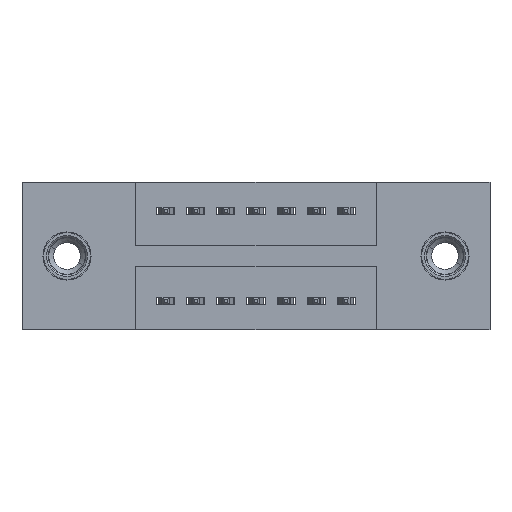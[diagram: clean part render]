
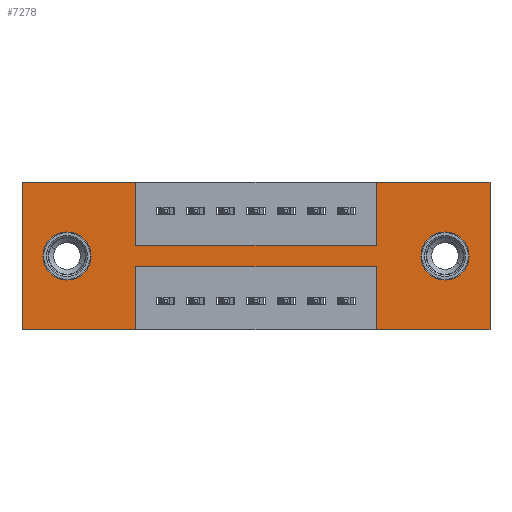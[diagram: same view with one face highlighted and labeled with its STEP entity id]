
A CAD part, front view. The second image highlights one B-rep face of the part: STEP entity #7278.
In plain terms, the highlighted planar face has unit normal (0, -1, 0).
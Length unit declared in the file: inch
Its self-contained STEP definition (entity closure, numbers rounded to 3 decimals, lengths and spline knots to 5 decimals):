
#271 = LINE ( 'NONE', #3064, #4716 ) ;
#272 = DIRECTION ( 'NONE',  ( 0., 1., 0. ) ) ;
#366 = DIRECTION ( 'NONE',  ( -1., 0., 0. ) ) ;
#390 = FACE_BOUND ( 'NONE', #1160, .T. ) ;
#405 = CARTESIAN_POINT ( 'NONE',  ( 0., 0., -0.49 ) ) ;
#439 = CARTESIAN_POINT ( 'NONE',  ( 0.3775, 0., -0.49 ) ) ;
#480 = CARTESIAN_POINT ( 'NONE',  ( 0.3775, 0., -0.21 ) ) ;
#665 = ORIENTED_EDGE ( 'NONE', *, *, #6065, .F. ) ;
#685 = DIRECTION ( 'NONE',  ( 0., 0., -1. ) ) ;
#711 = CARTESIAN_POINT ( 'NONE',  ( 0.3775, 0., -0.28 ) ) ;
#936 = VECTOR ( 'NONE', #3320, 39.37008 ) ;
#1029 = CARTESIAN_POINT ( 'NONE',  ( 0.1495, 0., -0.325 ) ) ;
#1071 = VERTEX_POINT ( 'NONE', #5407 ) ;
#1160 = EDGE_LOOP ( 'NONE', ( #9169, #2303 ) ) ;
#1192 = VERTEX_POINT ( 'NONE', #2383 ) ;
#1354 = CARTESIAN_POINT ( 'NONE',  ( 0., 0., -0.49 ) ) ;
#1357 = VECTOR ( 'NONE', #3469, 39.37008 ) ;
#1387 = DIRECTION ( 'NONE',  ( 1., 0., 0. ) ) ;
#1459 = VERTEX_POINT ( 'NONE', #711 ) ;
#1463 = ORIENTED_EDGE ( 'NONE', *, *, #7153, .F. ) ;
#1506 = CARTESIAN_POINT ( 'NONE',  ( 0.3775, 0., 0. ) ) ;
#1537 = VECTOR ( 'NONE', #5911, 39.37008 ) ;
#1588 = LINE ( 'NONE', #2728, #1357 ) ;
#1744 = CARTESIAN_POINT ( 'NONE',  ( 0.3775, 0., -0.21 ) ) ;
#1781 = LINE ( 'NONE', #7240, #936 ) ;
#1815 = ORIENTED_EDGE ( 'NONE', *, *, #6582, .F. ) ;
#2027 = EDGE_CURVE ( 'NONE', #1071, #3643, #3445, .T. ) ;
#2083 = AXIS2_PLACEMENT_3D ( 'NONE', #4151, #4180, #3342 ) ;
#2265 = DIRECTION ( 'NONE',  ( 0., 1., 0. ) ) ;
#2300 = DIRECTION ( 'NONE',  ( 0., 0., 1. ) ) ;
#2303 = ORIENTED_EDGE ( 'NONE', *, *, #8253, .T. ) ;
#2383 = CARTESIAN_POINT ( 'NONE',  ( 1.1775, 0., 0. ) ) ;
#2421 = CARTESIAN_POINT ( 'NONE',  ( 1.4055, 0., -0.245 ) ) ;
#2460 = EDGE_CURVE ( 'NONE', #4697, #9972, #3317, .T. ) ;
#2646 = VERTEX_POINT ( 'NONE', #2760 ) ;
#2728 = CARTESIAN_POINT ( 'NONE',  ( 1.1775, 0., -0.21 ) ) ;
#2755 = DIRECTION ( 'NONE',  ( 0., 0., -1. ) ) ;
#2760 = CARTESIAN_POINT ( 'NONE',  ( 1.1775, 0., -0.49 ) ) ;
#2770 = CARTESIAN_POINT ( 'NONE',  ( 1.1775, 0., -0.21 ) ) ;
#2832 = LINE ( 'NONE', #5943, #3805 ) ;
#2921 = EDGE_CURVE ( 'NONE', #7881, #7852, #10087, .T. ) ;
#3064 = CARTESIAN_POINT ( 'NONE',  ( 0., 0., 0. ) ) ;
#3234 = CARTESIAN_POINT ( 'NONE',  ( 1.555, 0., -0.49 ) ) ;
#3270 = ORIENTED_EDGE ( 'NONE', *, *, #7717, .T. ) ;
#3278 = PLANE ( 'NONE',  #5704 ) ;
#3317 = LINE ( 'NONE', #5589, #3901 ) ;
#3320 = DIRECTION ( 'NONE',  ( -1., 0., 0. ) ) ;
#3342 = DIRECTION ( 'NONE',  ( 0., 0., 1. ) ) ;
#3364 = DIRECTION ( 'NONE',  ( 1., 0., 0. ) ) ;
#3445 = CIRCLE ( 'NONE', #2083, 0.08 ) ;
#3469 = DIRECTION ( 'NONE',  ( 0., 0., 1. ) ) ;
#3622 = EDGE_CURVE ( 'NONE', #4145, #1459, #1781, .T. ) ;
#3643 = VERTEX_POINT ( 'NONE', #1029 ) ;
#3645 = DIRECTION ( 'NONE',  ( 0., 0., -1. ) ) ;
#3705 = ORIENTED_EDGE ( 'NONE', *, *, #2921, .F. ) ;
#3749 = LINE ( 'NONE', #1354, #4243 ) ;
#3805 = VECTOR ( 'NONE', #366, 39.37008 ) ;
#3901 = VECTOR ( 'NONE', #3364, 39.37008 ) ;
#4145 = VERTEX_POINT ( 'NONE', #4972 ) ;
#4151 = CARTESIAN_POINT ( 'NONE',  ( 0.1495, 0., -0.245 ) ) ;
#4180 = DIRECTION ( 'NONE',  ( 0., 1., 0. ) ) ;
#4228 = FACE_OUTER_BOUND ( 'NONE', #9656, .T. ) ;
#4243 = VECTOR ( 'NONE', #6863, 39.37008 ) ;
#4265 = VERTEX_POINT ( 'NONE', #405 ) ;
#4302 = CARTESIAN_POINT ( 'NONE',  ( 1.4055, 0., -0.325 ) ) ;
#4395 = DIRECTION ( 'NONE',  ( 0., -1., 0. ) ) ;
#4446 = VECTOR ( 'NONE', #1387, 39.37008 ) ;
#4585 = FACE_BOUND ( 'NONE', #9468, .T. ) ;
#4697 = VERTEX_POINT ( 'NONE', #7511 ) ;
#4716 = VECTOR ( 'NONE', #2300, 39.37008 ) ;
#4924 = DIRECTION ( 'NONE',  ( 1., 0., 0. ) ) ;
#4972 = CARTESIAN_POINT ( 'NONE',  ( 1.1775, 0., -0.28 ) ) ;
#5175 = ORIENTED_EDGE ( 'NONE', *, *, #8055, .F. ) ;
#5233 = CARTESIAN_POINT ( 'NONE',  ( 1.4055, 0., -0.165 ) ) ;
#5254 = VERTEX_POINT ( 'NONE', #439 ) ;
#5265 = EDGE_CURVE ( 'NONE', #7757, #5646, #5866, .T. ) ;
#5338 = EDGE_CURVE ( 'NONE', #5254, #4265, #3749, .T. ) ;
#5405 = ORIENTED_EDGE ( 'NONE', *, *, #5338, .F. ) ;
#5407 = CARTESIAN_POINT ( 'NONE',  ( 0.1495, 0., -0.165 ) ) ;
#5420 = CIRCLE ( 'NONE', #9493, 0.08 ) ;
#5546 = CARTESIAN_POINT ( 'NONE',  ( 1.1775, 0., -0.28 ) ) ;
#5589 = CARTESIAN_POINT ( 'NONE',  ( 0., 0., 0. ) ) ;
#5646 = VERTEX_POINT ( 'NONE', #3234 ) ;
#5704 = AXIS2_PLACEMENT_3D ( 'NONE', #9606, #4395, #3645 ) ;
#5847 = LINE ( 'NONE', #7671, #9808 ) ;
#5866 = LINE ( 'NONE', #9863, #1537 ) ;
#5911 = DIRECTION ( 'NONE',  ( 0., 0., -1. ) ) ;
#5943 = CARTESIAN_POINT ( 'NONE',  ( 0., 0., -0.49 ) ) ;
#6065 = EDGE_CURVE ( 'NONE', #9972, #7881, #9079, .T. ) ;
#6242 = DIRECTION ( 'NONE',  ( 0., 0., 1. ) ) ;
#6272 = AXIS2_PLACEMENT_3D ( 'NONE', #2421, #272, #9691 ) ;
#6331 = VECTOR ( 'NONE', #9489, 39.37008 ) ;
#6453 = ORIENTED_EDGE ( 'NONE', *, *, #9598, .F. ) ;
#6514 = VERTEX_POINT ( 'NONE', #5233 ) ;
#6582 = EDGE_CURVE ( 'NONE', #1459, #5254, #5847, .T. ) ;
#6609 = ORIENTED_EDGE ( 'NONE', *, *, #5265, .F. ) ;
#6781 = CARTESIAN_POINT ( 'NONE',  ( 0., 0., 0. ) ) ;
#6863 = DIRECTION ( 'NONE',  ( -1., 0., 0. ) ) ;
#6893 = AXIS2_PLACEMENT_3D ( 'NONE', #8572, #2265, #6242 ) ;
#7032 = LINE ( 'NONE', #5546, #8912 ) ;
#7153 = EDGE_CURVE ( 'NONE', #4265, #4697, #271, .T. ) ;
#7240 = CARTESIAN_POINT ( 'NONE',  ( 0.3775, 0., -0.28 ) ) ;
#7278 = ADVANCED_FACE ( 'NONE', ( #4585, #390, #4228 ), #3278, .T. ) ;
#7428 = DIRECTION ( 'NONE',  ( 0., 1., 0. ) ) ;
#7511 = CARTESIAN_POINT ( 'NONE',  ( 0., 0., 0. ) ) ;
#7671 = CARTESIAN_POINT ( 'NONE',  ( 0.3775, 0., -0.28 ) ) ;
#7717 = EDGE_CURVE ( 'NONE', #6514, #9743, #8442, .T. ) ;
#7757 = VERTEX_POINT ( 'NONE', #9042 ) ;
#7774 = ORIENTED_EDGE ( 'NONE', *, *, #3622, .F. ) ;
#7819 = CARTESIAN_POINT ( 'NONE',  ( 0.3775, 0., -0.21 ) ) ;
#7834 = ORIENTED_EDGE ( 'NONE', *, *, #2460, .F. ) ;
#7852 = VERTEX_POINT ( 'NONE', #2770 ) ;
#7881 = VERTEX_POINT ( 'NONE', #480 ) ;
#8055 = EDGE_CURVE ( 'NONE', #1192, #7757, #8676, .T. ) ;
#8253 = EDGE_CURVE ( 'NONE', #3643, #1071, #9726, .T. ) ;
#8279 = CARTESIAN_POINT ( 'NONE',  ( 1.4055, 0., -0.245 ) ) ;
#8442 = CIRCLE ( 'NONE', #6272, 0.08 ) ;
#8572 = CARTESIAN_POINT ( 'NONE',  ( 0.1495, 0., -0.245 ) ) ;
#8676 = LINE ( 'NONE', #6781, #4446 ) ;
#8696 = DIRECTION ( 'NONE',  ( 0., 0., 1. ) ) ;
#8882 = ORIENTED_EDGE ( 'NONE', *, *, #9405, .F. ) ;
#8912 = VECTOR ( 'NONE', #8696, 39.37008 ) ;
#9042 = CARTESIAN_POINT ( 'NONE',  ( 1.555, 0., 0. ) ) ;
#9079 = LINE ( 'NONE', #7819, #6331 ) ;
#9169 = ORIENTED_EDGE ( 'NONE', *, *, #2027, .T. ) ;
#9353 = ORIENTED_EDGE ( 'NONE', *, *, #9610, .T. ) ;
#9405 = EDGE_CURVE ( 'NONE', #7852, #1192, #1588, .T. ) ;
#9468 = EDGE_LOOP ( 'NONE', ( #3270, #9353 ) ) ;
#9473 = VECTOR ( 'NONE', #4924, 39.37008 ) ;
#9489 = DIRECTION ( 'NONE',  ( 0., 0., -1. ) ) ;
#9493 = AXIS2_PLACEMENT_3D ( 'NONE', #8279, #7428, #2755 ) ;
#9598 = EDGE_CURVE ( 'NONE', #5646, #2646, #2832, .T. ) ;
#9606 = CARTESIAN_POINT ( 'NONE',  ( 0., 0., -0.49 ) ) ;
#9610 = EDGE_CURVE ( 'NONE', #9743, #6514, #5420, .T. ) ;
#9656 = EDGE_LOOP ( 'NONE', ( #8882, #3705, #665, #7834, #1463, #5405, #1815, #7774, #10050, #6453, #6609, #5175 ) ) ;
#9691 = DIRECTION ( 'NONE',  ( 0., 0., -1. ) ) ;
#9726 = CIRCLE ( 'NONE', #6893, 0.08 ) ;
#9743 = VERTEX_POINT ( 'NONE', #4302 ) ;
#9808 = VECTOR ( 'NONE', #685, 39.37008 ) ;
#9863 = CARTESIAN_POINT ( 'NONE',  ( 1.555, 0., 0. ) ) ;
#9972 = VERTEX_POINT ( 'NONE', #1506 ) ;
#10038 = EDGE_CURVE ( 'NONE', #2646, #4145, #7032, .T. ) ;
#10050 = ORIENTED_EDGE ( 'NONE', *, *, #10038, .F. ) ;
#10087 = LINE ( 'NONE', #1744, #9473 ) ;
